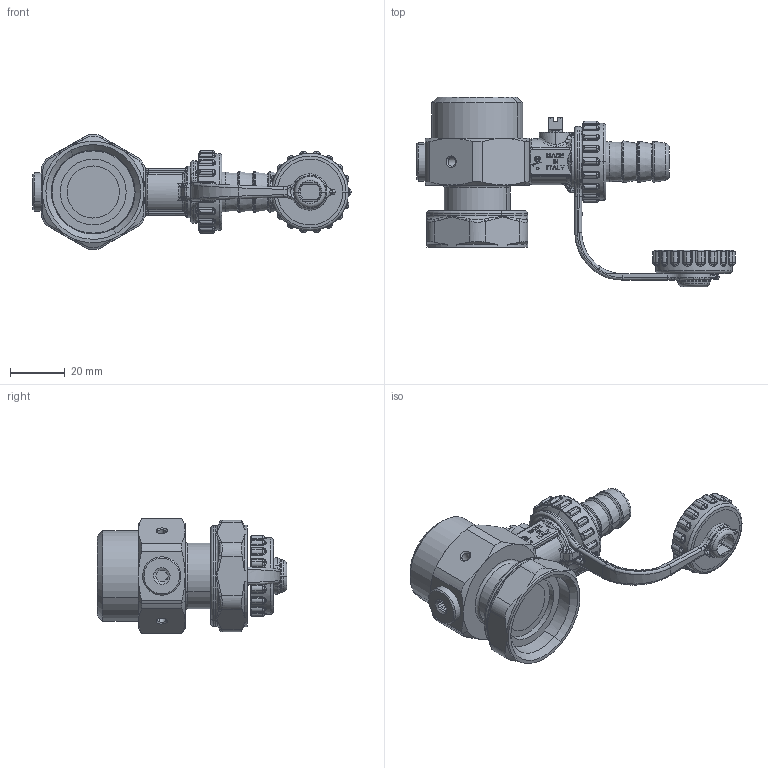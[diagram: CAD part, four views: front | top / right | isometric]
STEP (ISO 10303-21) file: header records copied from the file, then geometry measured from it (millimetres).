
FILE_DESCRIPTION(('CATIA V5 STEP Exchange','CAx-IF Rec.Pracs.--- Model Styling and Organization---1.4--- 2014-01-23','CAx-IF Rec.Pracs.---3D Tessellated Data Validation Properties---0.5---2014-09-14'),'2;1');
FILE_NAME('STEP_F0000681_-_TST.stp','2021-02-10T08:24:29+00:00',('none'),('none'),'CATIA Version 5-6 Release 2019 SP3','CATIA V5 STEP AP242 v1','none');
FILE_SCHEMA(('AP242_MANAGED_MODEL_BASED_3D_ENGINEERING_MIM_LF {1 0 10303 442 1 1 4}'));
Products named in the file (1): F0000681 - TST
Bounding box: 115.96 x 69.02 x 41.98 mm (x, y, z)
Volume: 64653 mm3; surface area: 22425.1 mm2
Topology: 6 solids, 7 shells, 1502 faces, 3780 edges, 2314 vertices
Faces by surface type: plane 385, cylinder 368, bspline 359, cone 194, torus 176, sphere 20
Entity records: 54831 total; most frequent: CARTESIAN_POINT 24683, ORIENTED_EDGE 7508, DIRECTION 4222, EDGE_CURVE 3754, VERTEX_POINT 2314, AXIS2_PLACEMENT_3D 1843, EDGE_LOOP 1566, ADVANCED_FACE 1502
